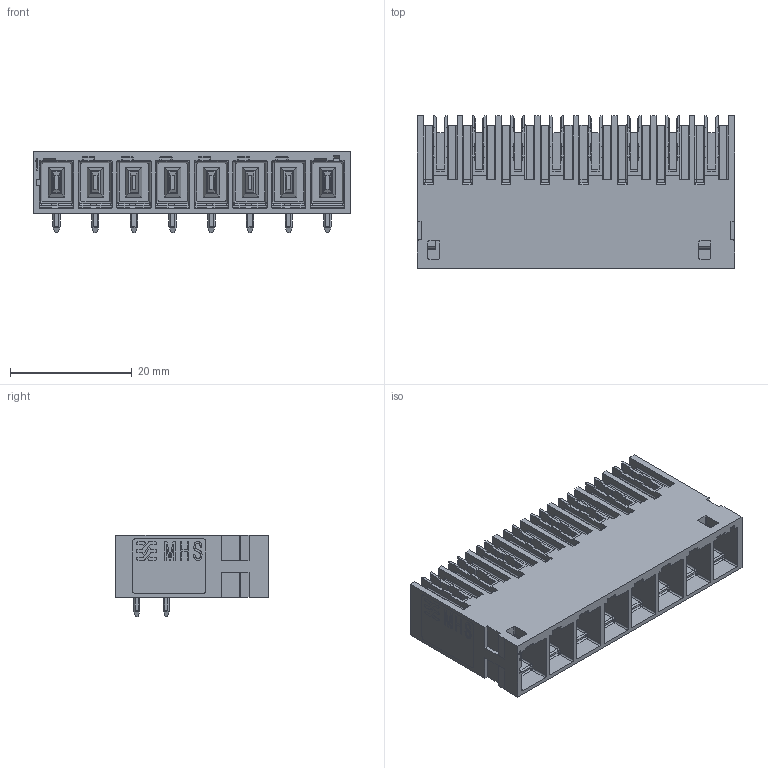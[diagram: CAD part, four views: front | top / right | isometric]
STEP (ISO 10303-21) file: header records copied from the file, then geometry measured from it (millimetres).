
FILE_DESCRIPTION(('CATIA V5 STEP Exchange','CAx-IF Rec.Pracs.--- Model Styling and Organization---1.5--- 2016-08-15','CAx-IF Rec.Pracs.---Supplemental Geometry---1.0---2011-11-01','CAx-IF Rec.Pracs.--- Composite Materials ---1.1---2010-07-15'),'2;1');
FILE_NAME ('2097147-1_1', '2025-03-05T09:49:24+00:00', ('none'), ('Weidmueller'), 'CATIA Version 5-6 Release 2022 SP4 HF5', 'CATIA V5 STEP AP214 v3', 'none');
FILE_SCHEMA(('AUTOMOTIVE_DESIGN { 1 0 10303 214 1 1 1 1 }'));
Products named in the file (1): 3106910000
Bounding box: 52 x 25 x 13.4 mm (x, y, z)
Volume: 6179.3 mm3; surface area: 12850.1 mm2
Topology: 1 solids, 1 shells, 2198 faces, 6296 edges, 4105 vertices
Faces by surface type: plane 1736, cylinder 362, extrusion 36, bspline 36, sphere 28
Entity records: 68716 total; most frequent: CARTESIAN_POINT 15858, ORIENTED_EDGE 12536, DIRECTION 7506, EDGE_CURVE 6268, VECTOR 5174, LINE 5138, VERTEX_POINT 4105, EDGE_LOOP 2235
